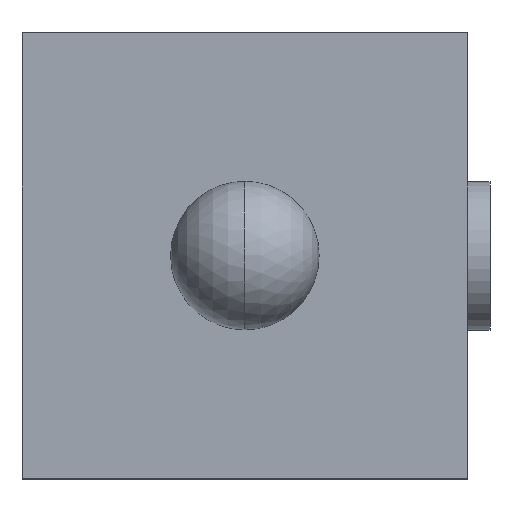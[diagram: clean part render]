
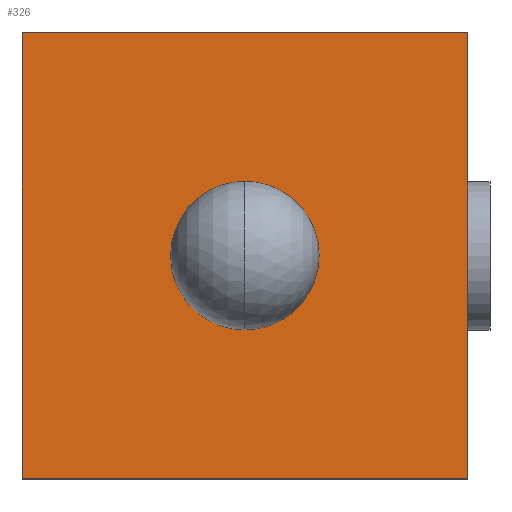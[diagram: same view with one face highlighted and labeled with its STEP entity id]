
A CAD part, top view. The second image highlights one B-rep face of the part: STEP entity #326.
In plain terms, the highlighted planar face has unit normal (0, 0, 1).
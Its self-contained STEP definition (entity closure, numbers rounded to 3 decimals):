
#4 = CARTESIAN_POINT ( 'NONE',  ( 15., -15., 30. ) ) ;
#11 = CARTESIAN_POINT ( 'NONE',  ( 0., 5., 30. ) ) ;
#13 = ORIENTED_EDGE ( 'NONE', *, *, #294, .T. ) ;
#15 = CARTESIAN_POINT ( 'NONE',  ( 15., 15., 30. ) ) ;
#23 = VERTEX_POINT ( 'NONE', #244 ) ;
#34 = AXIS2_PLACEMENT_3D ( 'NONE', #575, #164, #428 ) ;
#46 = EDGE_LOOP ( 'NONE', ( #595, #211, #473, #221 ) ) ;
#52 = DIRECTION ( 'NONE',  ( 0., 1., 0. ) ) ;
#59 = VECTOR ( 'NONE', #478, 1000. ) ;
#60 = CARTESIAN_POINT ( 'NONE',  ( -15., 15., 30. ) ) ;
#73 = CIRCLE ( 'NONE', #246, 5. ) ;
#86 = CARTESIAN_POINT ( 'NONE',  ( 0., 0., 30. ) ) ;
#111 = DIRECTION ( 'NONE',  ( 0., 1., 0. ) ) ;
#125 = AXIS2_PLACEMENT_3D ( 'NONE', #348, #156, #52 ) ;
#156 = DIRECTION ( 'NONE',  ( 0., 0., -1. ) ) ;
#157 = ORIENTED_EDGE ( 'NONE', *, *, #266, .T. ) ;
#164 = DIRECTION ( 'NONE',  ( 0., 0., -1. ) ) ;
#178 = VERTEX_POINT ( 'NONE', #405 ) ;
#209 = DIRECTION ( 'NONE',  ( 1., 0., 0. ) ) ;
#211 = ORIENTED_EDGE ( 'NONE', *, *, #351, .T. ) ;
#221 = ORIENTED_EDGE ( 'NONE', *, *, #344, .T. ) ;
#243 = EDGE_CURVE ( 'NONE', #616, #23, #461, .T. ) ;
#244 = CARTESIAN_POINT ( 'NONE',  ( 15., 15., 30. ) ) ;
#246 = AXIS2_PLACEMENT_3D ( 'NONE', #86, #558, #111 ) ;
#257 = EDGE_LOOP ( 'NONE', ( #157, #13 ) ) ;
#266 = EDGE_CURVE ( 'NONE', #565, #178, #73, .T. ) ;
#267 = FACE_OUTER_BOUND ( 'NONE', #46, .T. ) ;
#270 = FACE_BOUND ( 'NONE', #257, .T. ) ;
#294 = EDGE_CURVE ( 'NONE', #178, #565, #584, .T. ) ;
#315 = VERTEX_POINT ( 'NONE', #636 ) ;
#318 = LINE ( 'NONE', #15, #327 ) ;
#325 = VERTEX_POINT ( 'NONE', #60 ) ;
#326 = ADVANCED_FACE ( 'NONE', ( #270, #267 ), #479, .F. ) ;
#327 = VECTOR ( 'NONE', #378, 1000. ) ;
#344 = EDGE_CURVE ( 'NONE', #23, #325, #318, .T. ) ;
#348 = CARTESIAN_POINT ( 'NONE',  ( 0., 0., 30. ) ) ;
#351 = EDGE_CURVE ( 'NONE', #315, #616, #470, .T. ) ;
#378 = DIRECTION ( 'NONE',  ( -1., 0., 0. ) ) ;
#405 = CARTESIAN_POINT ( 'NONE',  ( 0., -5., 30. ) ) ;
#428 = DIRECTION ( 'NONE',  ( -1., 0., 0. ) ) ;
#435 = CARTESIAN_POINT ( 'NONE',  ( -15., 15., 30. ) ) ;
#461 = LINE ( 'NONE', #664, #620 ) ;
#470 = LINE ( 'NONE', #4, #599 ) ;
#473 = ORIENTED_EDGE ( 'NONE', *, *, #243, .T. ) ;
#478 = DIRECTION ( 'NONE',  ( 0., -1., 0. ) ) ;
#479 = PLANE ( 'NONE',  #34 ) ;
#540 = CARTESIAN_POINT ( 'NONE',  ( 15., -15., 30. ) ) ;
#558 = DIRECTION ( 'NONE',  ( 0., 0., -1. ) ) ;
#565 = VERTEX_POINT ( 'NONE', #11 ) ;
#575 = CARTESIAN_POINT ( 'NONE',  ( 0., 0., 30. ) ) ;
#580 = EDGE_CURVE ( 'NONE', #325, #315, #588, .T. ) ;
#584 = CIRCLE ( 'NONE', #125, 5. ) ;
#588 = LINE ( 'NONE', #435, #59 ) ;
#595 = ORIENTED_EDGE ( 'NONE', *, *, #580, .T. ) ;
#599 = VECTOR ( 'NONE', #209, 1000. ) ;
#616 = VERTEX_POINT ( 'NONE', #540 ) ;
#620 = VECTOR ( 'NONE', #667, 1000. ) ;
#636 = CARTESIAN_POINT ( 'NONE',  ( -15., -15., 30. ) ) ;
#664 = CARTESIAN_POINT ( 'NONE',  ( 15., 15., 30. ) ) ;
#667 = DIRECTION ( 'NONE',  ( 0., 1., 0. ) ) ;
